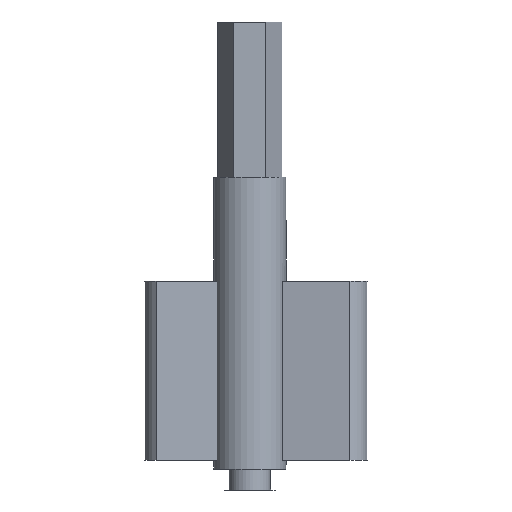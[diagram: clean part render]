
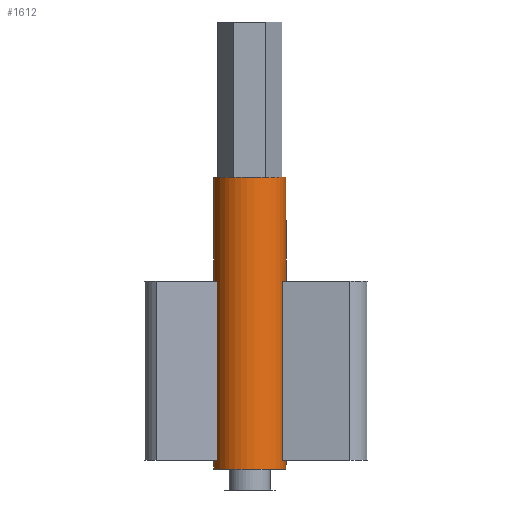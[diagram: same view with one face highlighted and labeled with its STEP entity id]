
A CAD part, left-side view. The second image highlights one B-rep face of the part: STEP entity #1612.
In plain terms, the highlighted cylindrical face has radius 3.5 mm (diameter 7 mm), a full revolution.
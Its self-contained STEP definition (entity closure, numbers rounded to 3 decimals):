
#24=FACE_BOUND('',#297,.T.);
#25=FACE_BOUND('',#298,.T.);
#27=CIRCLE('',#1700,3.5);
#29=CIRCLE('',#1703,3.5);
#31=CIRCLE('',#1707,3.5);
#32=CIRCLE('',#1708,3.5);
#33=CIRCLE('',#1709,3.5);
#34=CIRCLE('',#1710,3.5);
#35=CIRCLE('',#1711,3.5);
#36=CIRCLE('',#1712,3.5);
#37=CIRCLE('',#1713,3.5);
#38=CIRCLE('',#1714,3.5);
#193=FACE_OUTER_BOUND('',#296,.T.);
#296=EDGE_LOOP('',(#1358,#1359,#1360,#1361));
#297=EDGE_LOOP('',(#1362,#1363,#1364,#1365,#1366,#1367,#1368,#1369,#1370,
#1371,#1372,#1373,#1374));
#298=EDGE_LOOP('',(#1375,#1376,#1377,#1378));
#418=LINE('',#3882,#541);
#419=LINE('',#3887,#542);
#420=LINE('',#3891,#543);
#421=LINE('',#3912,#544);
#422=LINE('',#3916,#545);
#423=LINE('',#3920,#546);
#424=LINE('',#3923,#547);
#425=LINE('',#3926,#548);
#426=LINE('',#3930,#549);
#541=VECTOR('',#1936,3.5);
#542=VECTOR('',#1939,10.);
#543=VECTOR('',#1942,10.);
#544=VECTOR('',#1945,10.);
#545=VECTOR('',#1948,10.);
#546=VECTOR('',#1951,10.);
#547=VECTOR('',#1954,10.);
#548=VECTOR('',#1955,10.);
#549=VECTOR('',#1958,10.);
#652=B_SPLINE_CURVE_WITH_KNOTS('',3,(#3893,#3894,#3895,#3896,#3897,#3898,
#3899,#3900,#3901,#3902,#3903,#3904,#3905,#3906,#3907,#3908),
 .UNSPECIFIED.,.F.,.F.,(4,2,2,2,2,2,2,4),(0.,0.,0.,
0.001,0.003,0.006,0.014,
0.015),.UNSPECIFIED.);
#759=VERTEX_POINT('',#3870);
#761=VERTEX_POINT('',#3875);
#763=VERTEX_POINT('',#3883);
#764=VERTEX_POINT('',#3884);
#765=VERTEX_POINT('',#3886);
#766=VERTEX_POINT('',#3888);
#767=VERTEX_POINT('',#3890);
#768=VERTEX_POINT('',#3892);
#769=VERTEX_POINT('',#3909);
#770=VERTEX_POINT('',#3911);
#771=VERTEX_POINT('',#3913);
#772=VERTEX_POINT('',#3915);
#773=VERTEX_POINT('',#3917);
#774=VERTEX_POINT('',#3919);
#775=VERTEX_POINT('',#3921);
#776=VERTEX_POINT('',#3924);
#777=VERTEX_POINT('',#3925);
#778=VERTEX_POINT('',#3927);
#779=VERTEX_POINT('',#3929);
#966=EDGE_CURVE('',#759,#759,#27,.T.);
#969=EDGE_CURVE('',#761,#761,#29,.T.);
#971=EDGE_CURVE('',#759,#761,#418,.T.);
#972=EDGE_CURVE('',#763,#764,#31,.T.);
#973=EDGE_CURVE('',#763,#765,#419,.T.);
#974=EDGE_CURVE('',#766,#765,#32,.T.);
#975=EDGE_CURVE('',#767,#766,#420,.T.);
#976=EDGE_CURVE('',#768,#767,#652,.T.);
#977=EDGE_CURVE('',#768,#769,#33,.T.);
#978=EDGE_CURVE('',#769,#770,#421,.T.);
#979=EDGE_CURVE('',#770,#771,#34,.T.);
#980=EDGE_CURVE('',#772,#771,#422,.T.);
#981=EDGE_CURVE('',#773,#772,#35,.T.);
#982=EDGE_CURVE('',#773,#774,#423,.T.);
#983=EDGE_CURVE('',#775,#774,#36,.T.);
#984=EDGE_CURVE('',#764,#775,#424,.T.);
#985=EDGE_CURVE('',#776,#777,#425,.T.);
#986=EDGE_CURVE('',#778,#777,#37,.T.);
#987=EDGE_CURVE('',#779,#778,#426,.T.);
#988=EDGE_CURVE('',#776,#779,#38,.T.);
#1358=ORIENTED_EDGE('',*,*,#966,.T.);
#1359=ORIENTED_EDGE('',*,*,#971,.T.);
#1360=ORIENTED_EDGE('',*,*,#969,.F.);
#1361=ORIENTED_EDGE('',*,*,#971,.F.);
#1362=ORIENTED_EDGE('',*,*,#972,.F.);
#1363=ORIENTED_EDGE('',*,*,#973,.T.);
#1364=ORIENTED_EDGE('',*,*,#974,.F.);
#1365=ORIENTED_EDGE('',*,*,#975,.F.);
#1366=ORIENTED_EDGE('',*,*,#976,.F.);
#1367=ORIENTED_EDGE('',*,*,#977,.T.);
#1368=ORIENTED_EDGE('',*,*,#978,.T.);
#1369=ORIENTED_EDGE('',*,*,#979,.T.);
#1370=ORIENTED_EDGE('',*,*,#980,.F.);
#1371=ORIENTED_EDGE('',*,*,#981,.F.);
#1372=ORIENTED_EDGE('',*,*,#982,.T.);
#1373=ORIENTED_EDGE('',*,*,#983,.F.);
#1374=ORIENTED_EDGE('',*,*,#984,.F.);
#1375=ORIENTED_EDGE('',*,*,#985,.T.);
#1376=ORIENTED_EDGE('',*,*,#986,.F.);
#1377=ORIENTED_EDGE('',*,*,#987,.F.);
#1378=ORIENTED_EDGE('',*,*,#988,.F.);
#1537=CYLINDRICAL_SURFACE('',#1706,3.5);
#1612=ADVANCED_FACE('',(#193,#24,#25),#1537,.T.);
#1700=AXIS2_PLACEMENT_3D('',#3871,#1921,#1922);
#1703=AXIS2_PLACEMENT_3D('',#3877,#1928,#1929);
#1706=AXIS2_PLACEMENT_3D('',#3881,#1934,#1935);
#1707=AXIS2_PLACEMENT_3D('',#3885,#1937,#1938);
#1708=AXIS2_PLACEMENT_3D('',#3889,#1940,#1941);
#1709=AXIS2_PLACEMENT_3D('',#3910,#1943,#1944);
#1710=AXIS2_PLACEMENT_3D('',#3914,#1946,#1947);
#1711=AXIS2_PLACEMENT_3D('',#3918,#1949,#1950);
#1712=AXIS2_PLACEMENT_3D('',#3922,#1952,#1953);
#1713=AXIS2_PLACEMENT_3D('',#3928,#1956,#1957);
#1714=AXIS2_PLACEMENT_3D('',#3931,#1959,#1960);
#1921=DIRECTION('center_axis',(0.,0.,-1.));
#1922=DIRECTION('ref_axis',(-0.438,0.899,0.));
#1928=DIRECTION('center_axis',(0.,0.,-1.));
#1929=DIRECTION('ref_axis',(-0.438,0.899,0.));
#1934=DIRECTION('center_axis',(0.,0.,1.));
#1935=DIRECTION('ref_axis',(-0.438,0.899,0.));
#1936=DIRECTION('',(0.,0.,-1.));
#1937=DIRECTION('center_axis',(0.,0.,1.));
#1938=DIRECTION('ref_axis',(-1.,0.,0.));
#1939=DIRECTION('',(0.,0.,1.));
#1940=DIRECTION('center_axis',(0.,0.,1.));
#1941=DIRECTION('ref_axis',(0.773,0.635,0.));
#1942=DIRECTION('',(0.,0.,1.));
#1943=DIRECTION('center_axis',(0.,0.,-1.));
#1944=DIRECTION('ref_axis',(0.436,-0.9,0.));
#1945=DIRECTION('',(0.,0.,1.));
#1946=DIRECTION('center_axis',(0.,0.,1.));
#1947=DIRECTION('ref_axis',(0.436,-0.9,0.));
#1948=DIRECTION('',(0.,0.,1.));
#1949=DIRECTION('center_axis',(0.,0.,-1.));
#1950=DIRECTION('ref_axis',(0.773,0.635,0.));
#1951=DIRECTION('',(0.,0.,1.));
#1952=DIRECTION('center_axis',(0.,0.,-1.));
#1953=DIRECTION('ref_axis',(-1.,0.,0.));
#1954=DIRECTION('',(0.,0.,1.));
#1955=DIRECTION('',(0.,0.,1.));
#1956=DIRECTION('center_axis',(0.,0.,-1.));
#1957=DIRECTION('ref_axis',(-1.,0.,0.));
#1958=DIRECTION('',(0.,0.,1.));
#1959=DIRECTION('center_axis',(0.,0.,1.));
#1960=DIRECTION('ref_axis',(-1.,0.,0.));
#3870=CARTESIAN_POINT('',(1.532,-3.147,30.15));
#3871=CARTESIAN_POINT('Origin',(0.,0.,30.15));
#3875=CARTESIAN_POINT('',(1.532,-3.147,2.017));
#3877=CARTESIAN_POINT('Origin',(0.,0.,2.017));
#3881=CARTESIAN_POINT('Origin',(0.,0.,2.85));
#3882=CARTESIAN_POINT('',(1.532,-3.147,2.85));
#3883=CARTESIAN_POINT('',(1.532,3.147,2.85));
#3884=CARTESIAN_POINT('',(-1.532,3.147,2.85));
#3885=CARTESIAN_POINT('Origin',(0.,0.,2.85));
#3886=CARTESIAN_POINT('',(1.532,3.147,9.775));
#3887=CARTESIAN_POINT('',(1.532,3.147,2.85));
#3888=CARTESIAN_POINT('',(2.975,1.844,9.775));
#3889=CARTESIAN_POINT('Origin',(0.,0.,9.775));
#3890=CARTESIAN_POINT('',(2.975,1.844,6.523));
#3891=CARTESIAN_POINT('',(2.975,1.844,2.85));
#3892=CARTESIAN_POINT('',(3.117,1.591,6.35));
#3893=CARTESIAN_POINT('Ctrl Pts',(3.117,1.591,6.35));
#3894=CARTESIAN_POINT('Ctrl Pts',(3.117,1.591,6.35));
#3895=CARTESIAN_POINT('Ctrl Pts',(3.117,1.592,6.35));
#3896=CARTESIAN_POINT('Ctrl Pts',(3.117,1.593,6.35));
#3897=CARTESIAN_POINT('Ctrl Pts',(3.116,1.594,6.35));
#3898=CARTESIAN_POINT('Ctrl Pts',(3.113,1.599,6.351));
#3899=CARTESIAN_POINT('Ctrl Pts',(3.112,1.603,6.351));
#3900=CARTESIAN_POINT('Ctrl Pts',(3.105,1.616,6.354));
#3901=CARTESIAN_POINT('Ctrl Pts',(3.099,1.626,6.358));
#3902=CARTESIAN_POINT('Ctrl Pts',(3.083,1.658,6.37));
#3903=CARTESIAN_POINT('Ctrl Pts',(3.071,1.68,6.382));
#3904=CARTESIAN_POINT('Ctrl Pts',(3.037,1.741,6.422));
#3905=CARTESIAN_POINT('Ctrl Pts',(3.011,1.786,6.459));
#3906=CARTESIAN_POINT('Ctrl Pts',(2.979,1.837,6.515));
#3907=CARTESIAN_POINT('Ctrl Pts',(2.977,1.841,6.519));
#3908=CARTESIAN_POINT('Ctrl Pts',(2.975,1.844,6.523));
#3909=CARTESIAN_POINT('',(3.385,-0.89,6.35));
#3910=CARTESIAN_POINT('Origin',(0.,0.,6.35));
#3911=CARTESIAN_POINT('',(3.385,-0.89,15.65));
#3912=CARTESIAN_POINT('',(3.385,-0.89,2.85));
#3913=CARTESIAN_POINT('',(2.975,1.844,15.65));
#3914=CARTESIAN_POINT('Origin',(0.,0.,15.65));
#3915=CARTESIAN_POINT('',(2.975,1.844,12.525));
#3916=CARTESIAN_POINT('',(2.975,1.844,2.85));
#3917=CARTESIAN_POINT('',(1.532,3.147,12.525));
#3918=CARTESIAN_POINT('Origin',(0.,0.,12.525));
#3919=CARTESIAN_POINT('',(1.532,3.147,20.15));
#3920=CARTESIAN_POINT('',(1.532,3.147,2.85));
#3921=CARTESIAN_POINT('',(-1.532,3.147,20.15));
#3922=CARTESIAN_POINT('Origin',(0.,0.,20.15));
#3923=CARTESIAN_POINT('',(-1.532,3.147,2.85));
#3924=CARTESIAN_POINT('',(-1.528,-3.149,2.85));
#3925=CARTESIAN_POINT('',(-1.528,-3.149,20.15));
#3926=CARTESIAN_POINT('',(-1.528,-3.149,2.85));
#3927=CARTESIAN_POINT('',(1.528,-3.149,20.15));
#3928=CARTESIAN_POINT('Origin',(0.,0.,20.15));
#3929=CARTESIAN_POINT('',(1.528,-3.149,2.85));
#3930=CARTESIAN_POINT('',(1.528,-3.149,2.85));
#3931=CARTESIAN_POINT('Origin',(0.,0.,2.85));
